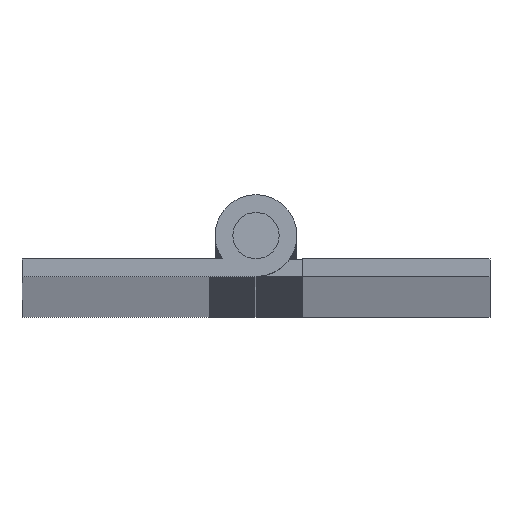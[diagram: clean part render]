
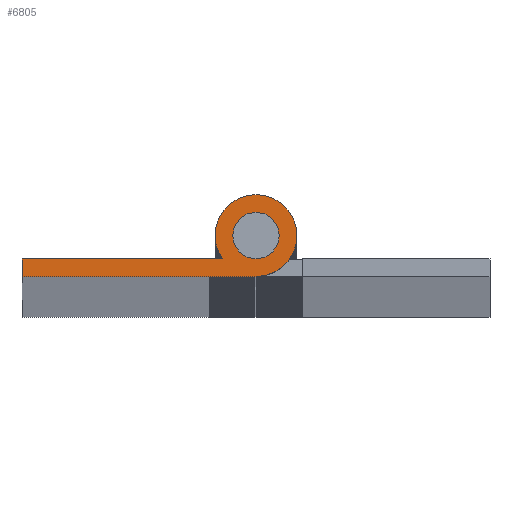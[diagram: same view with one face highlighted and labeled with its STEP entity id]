
A CAD part, top view. The second image highlights one B-rep face of the part: STEP entity #6805.
In plain terms, the highlighted planar face has unit normal (0, 0, 1).
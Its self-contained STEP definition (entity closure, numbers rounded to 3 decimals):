
#2525 = EDGE_LOOP ( 'NONE', ( #2919, #2918, #2917, #2920, #2915, #2916 ) ) ;
#2527 = EDGE_LOOP ( 'NONE', ( #2913, #2914 ) ) ;
#2913 = ORIENTED_EDGE ( 'NONE', *, *, #9712, .F. ) ;
#2914 = ORIENTED_EDGE ( 'NONE', *, *, #9699, .F. ) ;
#2915 = ORIENTED_EDGE ( 'NONE', *, *, #10438, .T. ) ;
#2916 = ORIENTED_EDGE ( 'NONE', *, *, #10435, .T. ) ;
#2917 = ORIENTED_EDGE ( 'NONE', *, *, #9705, .T. ) ;
#2918 = ORIENTED_EDGE ( 'NONE', *, *, #9708, .T. ) ;
#2919 = ORIENTED_EDGE ( 'NONE', *, *, #9702, .T. ) ;
#2920 = ORIENTED_EDGE ( 'NONE', *, *, #10439, .T. ) ;
#3955 = VERTEX_POINT ( 'NONE', #4558 ) ;
#3956 = VERTEX_POINT ( 'NONE', #4559 ) ;
#3958 = VERTEX_POINT ( 'NONE', #4561 ) ;
#3960 = VERTEX_POINT ( 'NONE', #4563 ) ;
#3966 = VERTEX_POINT ( 'NONE', #4569 ) ;
#3971 = VERTEX_POINT ( 'NONE', #4574 ) ;
#4558 = CARTESIAN_POINT ( 'NONE',  ( -2., 0., 1000. ) ) ;
#4559 = CARTESIAN_POINT ( 'NONE',  ( -2.872, -2., 1000. ) ) ;
#4561 = CARTESIAN_POINT ( 'NONE',  ( 2., 0., 1000. ) ) ;
#4563 = CARTESIAN_POINT ( 'NONE',  ( 0., -3.5, 1000. ) ) ;
#4569 = CARTESIAN_POINT ( 'NONE',  ( -3.5, 0., 1000. ) ) ;
#4574 = CARTESIAN_POINT ( 'NONE',  ( 3.5, 0., 1000. ) ) ;
#4582 = CARTESIAN_POINT ( 'NONE',  ( -20., -2., 1000. ) ) ;
#4606 = CARTESIAN_POINT ( 'NONE',  ( -20., -3.5, 1000. ) ) ;
#4647 = PLANE ( 'NONE',  #9211 ) ;
#4648 = CARTESIAN_POINT ( 'NONE',  ( 0., 0., 1000. ) ) ;
#4649 = DIRECTION ( 'NONE',  ( 0., 0., 1. ) ) ;
#4650 = DIRECTION ( 'NONE',  ( 1., 0., 0. ) ) ;
#5264 = VERTEX_POINT ( 'NONE', #4582 ) ;
#5288 = VERTEX_POINT ( 'NONE', #4606 ) ;
#6805 = ADVANCED_FACE ( 'NONE', ( #13130, #13131 ), #4647, .T. ) ;
#9211 = AXIS2_PLACEMENT_3D ( 'NONE', #4648, #4649, #4650 ) ;
#9699 = EDGE_CURVE ( 'NONE', #3958, #3955, #23071, .T. ) ;
#9702 = EDGE_CURVE ( 'NONE', #3960, #3971, #23075, .T. ) ;
#9705 = EDGE_CURVE ( 'NONE', #3966, #3956, #23083, .T. ) ;
#9708 = EDGE_CURVE ( 'NONE', #3971, #3966, #23088, .T. ) ;
#9712 = EDGE_CURVE ( 'NONE', #3955, #3958, #23076, .T. ) ;
#10435 = EDGE_CURVE ( 'NONE', #5288, #3960, #11125, .T. ) ;
#10438 = EDGE_CURVE ( 'NONE', #5264, #5288, #11127, .T. ) ;
#10439 = EDGE_CURVE ( 'NONE', #3956, #5264, #11128, .T. ) ;
#11125 = LINE ( 'NONE', #16906, #22278 ) ;
#11127 = LINE ( 'NONE', #16910, #22281 ) ;
#11128 = LINE ( 'NONE', #16912, #22283 ) ;
#12718 = CARTESIAN_POINT ( 'NONE',  ( 0., 0., 1000. ) ) ;
#12719 = DIRECTION ( 'NONE',  ( 0., 0., 1. ) ) ;
#12720 = DIRECTION ( 'NONE',  ( 1., 0., 0. ) ) ;
#12726 = CARTESIAN_POINT ( 'NONE',  ( 0., 0., 1000. ) ) ;
#12727 = DIRECTION ( 'NONE',  ( 0., 0., 1. ) ) ;
#12728 = DIRECTION ( 'NONE',  ( 1., 0., 0. ) ) ;
#12734 = CARTESIAN_POINT ( 'NONE',  ( 0., 0., 1000. ) ) ;
#12735 = DIRECTION ( 'NONE',  ( 0., 0., 1. ) ) ;
#12736 = DIRECTION ( 'NONE',  ( 1., 0., 0. ) ) ;
#12742 = CARTESIAN_POINT ( 'NONE',  ( 0., 0., 1000. ) ) ;
#12743 = DIRECTION ( 'NONE',  ( 0., 0., 1. ) ) ;
#12744 = DIRECTION ( 'NONE',  ( 1., 0., 0. ) ) ;
#12752 = CARTESIAN_POINT ( 'NONE',  ( 0., 0., 1000. ) ) ;
#12753 = DIRECTION ( 'NONE',  ( 0., 0., 1. ) ) ;
#12754 = DIRECTION ( 'NONE',  ( 1., 0., 0. ) ) ;
#13130 = FACE_OUTER_BOUND ( 'NONE', #2525, .T. ) ;
#13131 = FACE_BOUND ( 'NONE', #2527, .T. ) ;
#16906 = CARTESIAN_POINT ( 'NONE',  ( 0., -3.5, 1000. ) ) ;
#16907 = DIRECTION ( 'NONE',  ( 1., 0., 0. ) ) ;
#16910 = CARTESIAN_POINT ( 'NONE',  ( -20., -3.5, 1000. ) ) ;
#16911 = DIRECTION ( 'NONE',  ( 0., -1., 0. ) ) ;
#16912 = CARTESIAN_POINT ( 'NONE',  ( -20., -2., 1000. ) ) ;
#16913 = DIRECTION ( 'NONE',  ( -1., 0., 0. ) ) ;
#22278 = VECTOR ( 'NONE', #16907, 1000. ) ;
#22281 = VECTOR ( 'NONE', #16911, 1000. ) ;
#22283 = VECTOR ( 'NONE', #16913, 1000. ) ;
#23071 = CIRCLE ( 'NONE', #23072, 2. ) ;
#23072 = AXIS2_PLACEMENT_3D ( 'NONE', #12718, #12719, #12720 ) ;
#23075 = CIRCLE ( 'NONE', #23078, 3.5 ) ;
#23076 = CIRCLE ( 'NONE', #23094, 2. ) ;
#23078 = AXIS2_PLACEMENT_3D ( 'NONE', #12726, #12727, #12728 ) ;
#23083 = CIRCLE ( 'NONE', #23084, 3.5 ) ;
#23084 = AXIS2_PLACEMENT_3D ( 'NONE', #12734, #12735, #12736 ) ;
#23088 = CIRCLE ( 'NONE', #23089, 3.5 ) ;
#23089 = AXIS2_PLACEMENT_3D ( 'NONE', #12742, #12743, #12744 ) ;
#23094 = AXIS2_PLACEMENT_3D ( 'NONE', #12752, #12753, #12754 ) ;
